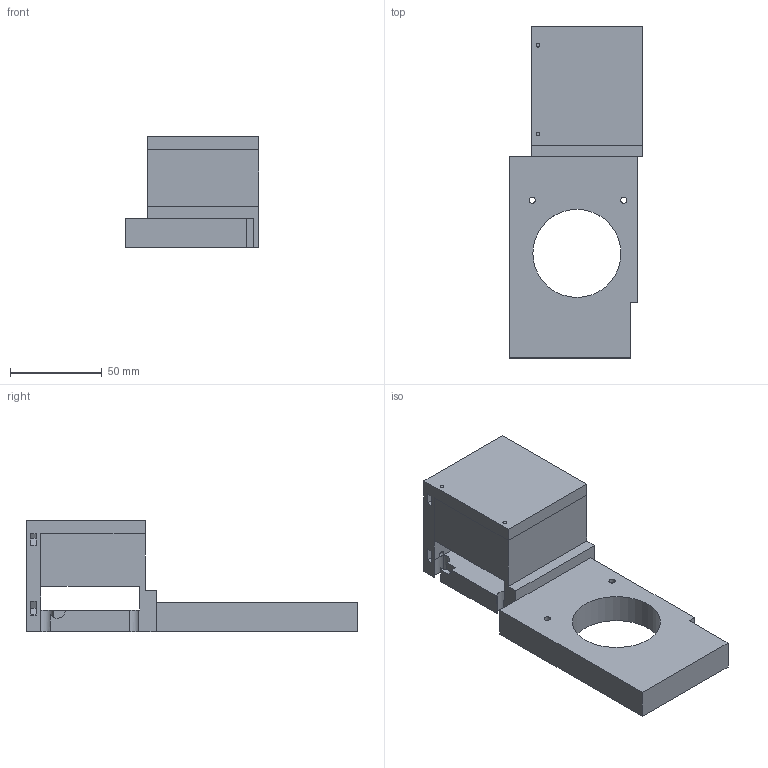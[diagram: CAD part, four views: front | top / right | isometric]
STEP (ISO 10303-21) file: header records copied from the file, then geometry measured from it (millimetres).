
FILE_DESCRIPTION(/* description */ (''),/* implementation_level */ '2;1');
FILE_NAME(/* name */ 'Design - Stage Post Clamp - Fixed.step',/* time_stamp */ '2024-06-17T20:59:02-04:00',/* author */ (''),/* organization */ (''),/* preprocessor_version */ 'ST-DEVELOPER v20',/* originating_system */ 'Autodesk Translation Framework v12.20.1.177',/* authorisation */ '');
FILE_SCHEMA (('AUTOMOTIVE_DESIGN { 1 0 10303 214 3 1 1 }'));
Length unit declared in the file: metre
Products named in the file (6): Design - Stage Post Clamp - Fixed; Design - Stage Post Clamp; Stage Mount; Component4; Clamp Mount; Component3
Assembly tree (5 placements, depth 4):
  Design - Stage Post Clamp - Fixed
    Design - Stage Post Clamp
      Stage Mount
        Component4
      Clamp Mount
        Component3
Bounding box: 73 x 180.87 x 60.62 mm (x, y, z)
Volume: 257361.5 mm3; surface area: 63733.1 mm2
Topology: 4 solids, 4 shells, 111 faces, 292 edges, 193 vertices
Faces by surface type: plane 84, cylinder 23, bspline 4
Full cylindrical faces by diameter (mm): 1.875 x4, 2 x4, 3.4 x10, 48 x1
Entity records: 3727 total; most frequent: CARTESIAN_POINT 697, ORIENTED_EDGE 584, DIRECTION 567, EDGE_CURVE 292, LINE 233, VECTOR 233, VERTEX_POINT 193, AXIS2_PLACEMENT_3D 167
